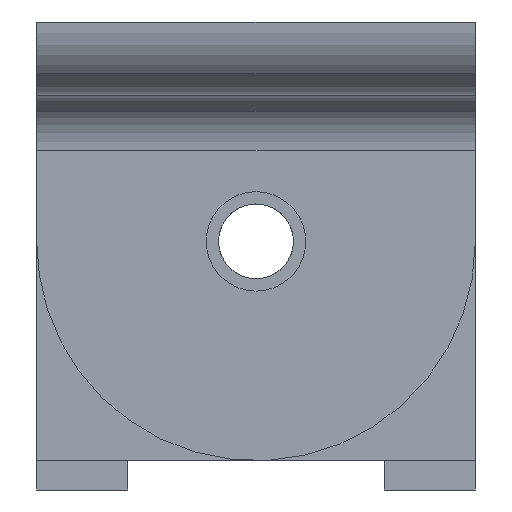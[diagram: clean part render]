
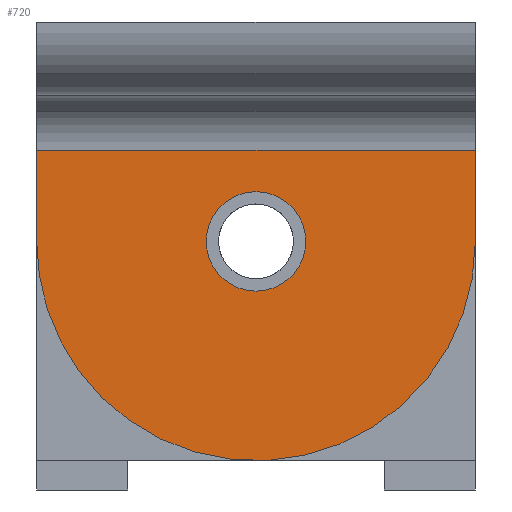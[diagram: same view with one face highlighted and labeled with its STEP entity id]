
A CAD part, left-side view. The second image highlights one B-rep face of the part: STEP entity #720.
In plain terms, the highlighted face is planar.
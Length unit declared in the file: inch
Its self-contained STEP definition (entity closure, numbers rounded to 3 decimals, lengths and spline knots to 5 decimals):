
#148=CARTESIAN_POINT('',(5.12753,0.9294,1.28033));
#149=VERTEX_POINT('',#148);
#165=CARTESIAN_POINT('',(3.8472,0.9294,0.75));
#166=VERTEX_POINT('',#165);
#173=CARTESIAN_POINT('',(4.5972,0.9294,0.75));
#174=DIRECTION('',(0.,1.,0.));
#175=DIRECTION('',(0.707,0.,0.707));
#176=AXIS2_PLACEMENT_3D('',#173,#174,#175);
#177=CIRCLE('',#176,0.75);
#178=EDGE_CURVE('',#166,#149,#177,.T.);
#188=CARTESIAN_POINT('',(4.4272,0.9294,0.75));
#189=VERTEX_POINT('',#188);
#198=CARTESIAN_POINT('',(4.7672,0.9294,0.75));
#199=VERTEX_POINT('',#198);
#200=CARTESIAN_POINT('',(4.5972,0.9294,0.75));
#201=DIRECTION('',(0.0,1.0,0.0));
#202=DIRECTION('',(-1.0,0.0,0.0));
#203=AXIS2_PLACEMENT_3D('',#200,#201,#202);
#204=CIRCLE('',#203,0.17);
#205=EDGE_CURVE('',#199,#189,#204,.T.);
#399=CARTESIAN_POINT('',(5.3472,0.9294,0.438));
#400=VERTEX_POINT('',#399);
#408=CARTESIAN_POINT('',(3.8472,0.9294,0.438));
#409=VERTEX_POINT('',#408);
#410=CARTESIAN_POINT('',(5.3472,0.9294,0.438));
#411=DIRECTION('',(-1.0,0.0,0.0));
#412=VECTOR('',#411,1.5);
#413=LINE('',#410,#412);
#414=EDGE_CURVE('',#400,#409,#413,.T.);
#552=CARTESIAN_POINT('',(5.3472,0.9294,0.75));
#553=VERTEX_POINT('',#552);
#560=CARTESIAN_POINT('',(5.3472,0.9294,0.75));
#561=DIRECTION('',(0.0,0.0,-1.0));
#562=VECTOR('',#561,0.312);
#563=LINE('',#560,#562);
#564=EDGE_CURVE('',#553,#400,#563,.T.);
#629=CARTESIAN_POINT('',(4.5972,0.9294,0.75));
#630=DIRECTION('',(0.0,1.0,0.0));
#631=DIRECTION('',(-1.0,0.0,0.0));
#632=AXIS2_PLACEMENT_3D('',#629,#630,#631);
#633=CIRCLE('',#632,0.17);
#634=EDGE_CURVE('',#189,#199,#633,.T.);
#644=CARTESIAN_POINT('',(3.8472,0.9294,0.438));
#645=DIRECTION('',(0.0,0.0,1.0));
#646=VECTOR('',#645,0.312);
#647=LINE('',#644,#646);
#648=EDGE_CURVE('',#409,#166,#647,.T.);
#672=CARTESIAN_POINT('',(4.5972,0.9294,0.75));
#673=DIRECTION('',(0.,1.,0.));
#674=DIRECTION('',(0.707,0.,0.707));
#675=AXIS2_PLACEMENT_3D('',#672,#673,#674);
#676=CIRCLE('',#675,0.75);
#677=EDGE_CURVE('',#149,#553,#676,.T.);
#704=CARTESIAN_POINT('',(4.5972,0.9294,0.64049));
#705=DIRECTION('',(0.0,-1.0,0.0));
#706=DIRECTION('',(0.0,0.0,1.0));
#707=AXIS2_PLACEMENT_3D('',#704,#705,#706);
#708=PLANE('',#707);
#709=ORIENTED_EDGE('',*,*,#414,.F.);
#710=ORIENTED_EDGE('',*,*,#564,.F.);
#711=ORIENTED_EDGE('',*,*,#677,.F.);
#712=ORIENTED_EDGE('',*,*,#178,.F.);
#713=ORIENTED_EDGE('',*,*,#648,.F.);
#714=EDGE_LOOP('',(#709,#710,#711,#712,#713));
#715=FACE_OUTER_BOUND('',#714,.T.);
#716=ORIENTED_EDGE('',*,*,#634,.T.);
#717=ORIENTED_EDGE('',*,*,#205,.T.);
#718=EDGE_LOOP('',(#716,#717));
#719=FACE_BOUND('',#718,.T.);
#720=ADVANCED_FACE('',(#715,#719),#708,.T.);
